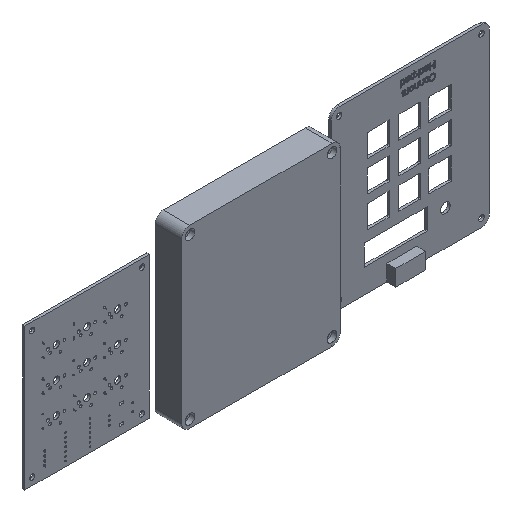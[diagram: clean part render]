
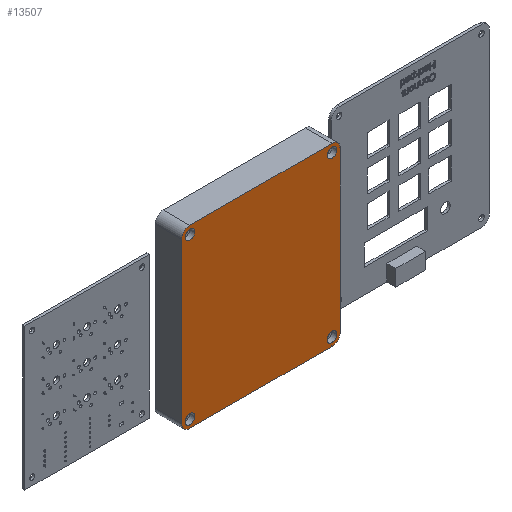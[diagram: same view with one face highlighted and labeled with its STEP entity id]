
A CAD part, isometric view. The second image highlights one B-rep face of the part: STEP entity #13507.
In plain terms, the highlighted planar face has unit normal (0, -1, 0).
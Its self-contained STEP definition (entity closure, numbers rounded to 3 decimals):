
#1250=CIRCLE('',#14362,5.);
#1251=CIRCLE('',#14364,5.);
#1252=CIRCLE('',#14366,5.);
#1253=CIRCLE('',#14369,5.);
#1254=CIRCLE('',#14373,3.);
#1256=CIRCLE('',#14376,3.);
#1258=CIRCLE('',#14379,3.);
#1260=CIRCLE('',#14382,3.);
#1538=FACE_BOUND('',#3184,.T.);
#1539=FACE_BOUND('',#3185,.T.);
#1540=FACE_BOUND('',#3186,.T.);
#1541=FACE_BOUND('',#3187,.T.);
#2232=FACE_OUTER_BOUND('',#3183,.T.);
#3183=EDGE_LOOP('',(#12353,#12354,#12355,#12356,#12357,#12358,#12359,#12360));
#3184=EDGE_LOOP('',(#12361));
#3185=EDGE_LOOP('',(#12362));
#3186=EDGE_LOOP('',(#12363));
#3187=EDGE_LOOP('',(#12364));
#4272=LINE('',#24832,#5377);
#4290=LINE('',#24892,#5395);
#4299=LINE('',#24929,#5404);
#4300=LINE('',#24931,#5405);
#5377=VECTOR('',#17002,10.);
#5395=VECTOR('',#17074,10.);
#5404=VECTOR('',#17121,10.);
#5405=VECTOR('',#17124,10.);
#6644=VERTEX_POINT('',#24829);
#6645=VERTEX_POINT('',#24831);
#6656=VERTEX_POINT('',#24877);
#6657=VERTEX_POINT('',#24881);
#6658=VERTEX_POINT('',#24885);
#6659=VERTEX_POINT('',#24887);
#6660=VERTEX_POINT('',#24891);
#6661=VERTEX_POINT('',#24895);
#6662=VERTEX_POINT('',#24902);
#6664=VERTEX_POINT('',#24908);
#6666=VERTEX_POINT('',#24914);
#6668=VERTEX_POINT('',#24920);
#8522=EDGE_CURVE('',#6645,#6644,#4272,.T.);
#8545=EDGE_CURVE('',#6656,#6644,#1250,.T.);
#8546=EDGE_CURVE('',#6645,#6657,#1251,.T.);
#8549=EDGE_CURVE('',#6658,#6659,#1252,.T.);
#8551=EDGE_CURVE('',#6660,#6659,#4290,.T.);
#8553=EDGE_CURVE('',#6660,#6661,#1253,.T.);
#8556=EDGE_CURVE('',#6662,#6662,#1254,.T.);
#8559=EDGE_CURVE('',#6664,#6664,#1256,.T.);
#8562=EDGE_CURVE('',#6666,#6666,#1258,.T.);
#8565=EDGE_CURVE('',#6668,#6668,#1260,.T.);
#8569=EDGE_CURVE('',#6658,#6657,#4299,.T.);
#8570=EDGE_CURVE('',#6656,#6661,#4300,.T.);
#12353=ORIENTED_EDGE('',*,*,#8545,.F.);
#12354=ORIENTED_EDGE('',*,*,#8570,.T.);
#12355=ORIENTED_EDGE('',*,*,#8553,.F.);
#12356=ORIENTED_EDGE('',*,*,#8551,.T.);
#12357=ORIENTED_EDGE('',*,*,#8549,.F.);
#12358=ORIENTED_EDGE('',*,*,#8569,.T.);
#12359=ORIENTED_EDGE('',*,*,#8546,.F.);
#12360=ORIENTED_EDGE('',*,*,#8522,.T.);
#12361=ORIENTED_EDGE('',*,*,#8556,.F.);
#12362=ORIENTED_EDGE('',*,*,#8562,.F.);
#12363=ORIENTED_EDGE('',*,*,#8565,.F.);
#12364=ORIENTED_EDGE('',*,*,#8559,.F.);
#12680=PLANE('',#14388);
#13507=ADVANCED_FACE('',(#2232,#1538,#1539,#1540,#1541),#12680,.F.);
#14362=AXIS2_PLACEMENT_3D('',#24879,#17059,#17060);
#14364=AXIS2_PLACEMENT_3D('',#24882,#17063,#17064);
#14366=AXIS2_PLACEMENT_3D('',#24888,#17069,#17070);
#14369=AXIS2_PLACEMENT_3D('',#24896,#17078,#17079);
#14373=AXIS2_PLACEMENT_3D('',#24903,#17088,#17089);
#14376=AXIS2_PLACEMENT_3D('',#24909,#17095,#17096);
#14379=AXIS2_PLACEMENT_3D('',#24915,#17102,#17103);
#14382=AXIS2_PLACEMENT_3D('',#24921,#17109,#17110);
#14388=AXIS2_PLACEMENT_3D('',#24932,#17125,#17126);
#17002=DIRECTION('',(1.,0.,0.));
#17059=DIRECTION('center_axis',(0.,1.,0.));
#17060=DIRECTION('ref_axis',(0.707,0.,-0.707));
#17063=DIRECTION('center_axis',(0.,1.,0.));
#17064=DIRECTION('ref_axis',(-0.707,0.,-0.707));
#17069=DIRECTION('center_axis',(0.,1.,0.));
#17070=DIRECTION('ref_axis',(-0.707,0.,0.707));
#17074=DIRECTION('',(-1.,0.,0.));
#17078=DIRECTION('center_axis',(0.,1.,0.));
#17079=DIRECTION('ref_axis',(0.707,0.,0.707));
#17088=DIRECTION('center_axis',(0.,-1.,0.));
#17089=DIRECTION('ref_axis',(1.,0.,0.));
#17095=DIRECTION('center_axis',(0.,-1.,0.));
#17096=DIRECTION('ref_axis',(1.,0.,0.));
#17102=DIRECTION('center_axis',(0.,-1.,0.));
#17103=DIRECTION('ref_axis',(1.,0.,0.));
#17109=DIRECTION('center_axis',(0.,-1.,0.));
#17110=DIRECTION('ref_axis',(1.,0.,0.));
#17121=DIRECTION('',(0.,0.,-1.));
#17124=DIRECTION('',(0.,0.,1.));
#17125=DIRECTION('center_axis',(0.,1.,0.));
#17126=DIRECTION('ref_axis',(1.,0.,0.));
#24829=CARTESIAN_POINT('',(91.1,0.,21.));
#24831=CARTESIAN_POINT('',(3.,0.,21.));
#24832=CARTESIAN_POINT('',(-2.,0.,21.));
#24877=CARTESIAN_POINT('',(96.1,0.,26.));
#24879=CARTESIAN_POINT('Origin',(91.1,0.,26.));
#24881=CARTESIAN_POINT('',(-2.,0.,26.));
#24882=CARTESIAN_POINT('Origin',(3.,0.,26.));
#24885=CARTESIAN_POINT('',(-2.,0.,124.92));
#24887=CARTESIAN_POINT('',(3.,0.,129.92));
#24888=CARTESIAN_POINT('Origin',(3.,0.,124.92));
#24891=CARTESIAN_POINT('',(91.1,0.,129.92));
#24892=CARTESIAN_POINT('',(96.1,0.,129.92));
#24895=CARTESIAN_POINT('',(96.1,0.,124.92));
#24896=CARTESIAN_POINT('Origin',(91.1,0.,124.92));
#24902=CARTESIAN_POINT('',(0.,0.,26.));
#24903=CARTESIAN_POINT('Origin',(3.,0.,26.));
#24908=CARTESIAN_POINT('',(88.1,0.,26.));
#24909=CARTESIAN_POINT('Origin',(91.1,0.,26.));
#24914=CARTESIAN_POINT('',(0.,0.,124.92));
#24915=CARTESIAN_POINT('Origin',(3.,0.,124.92));
#24920=CARTESIAN_POINT('',(88.1,0.,124.92));
#24921=CARTESIAN_POINT('Origin',(91.1,0.,124.92));
#24929=CARTESIAN_POINT('',(-2.,0.,129.92));
#24931=CARTESIAN_POINT('',(96.1,0.,21.));
#24932=CARTESIAN_POINT('Origin',(47.05,0.,75.46));
